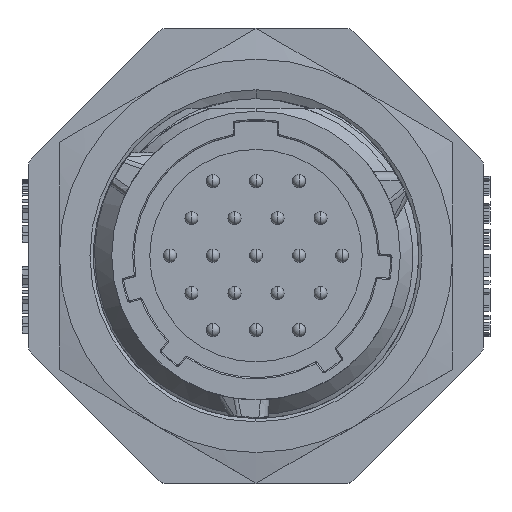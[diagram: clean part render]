
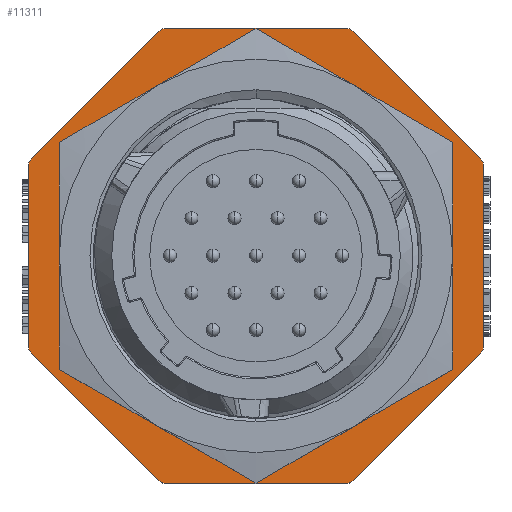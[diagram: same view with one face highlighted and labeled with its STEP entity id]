
A CAD part, top view. The second image highlights one B-rep face of the part: STEP entity #11311.
In plain terms, the highlighted planar face has unit normal (0, 0, 1).
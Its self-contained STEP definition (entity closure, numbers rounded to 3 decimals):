
#1=DIRECTION('',(0.707,-0.707,0.));
#2=VECTOR('',#1,13.835);
#3=CARTESIAN_POINT('',(7.448,17.23,2.3));
#4=LINE('',#3,#2);
#5=DIRECTION('',(0.,-1.,0.));
#6=VECTOR('',#5,13.835);
#7=CARTESIAN_POINT('',(17.45,6.917,2.3));
#8=LINE('',#7,#6);
#9=DIRECTION('',(-0.707,-0.707,0.));
#10=VECTOR('',#9,13.835);
#11=CARTESIAN_POINT('',(17.23,-7.448,2.3));
#12=LINE('',#11,#10);
#13=DIRECTION('',(-1.,0.,0.));
#14=VECTOR('',#13,13.835);
#15=CARTESIAN_POINT('',(6.917,-17.45,2.3));
#16=LINE('',#15,#14);
#17=DIRECTION('',(-0.707,0.707,0.));
#18=VECTOR('',#17,13.835);
#19=CARTESIAN_POINT('',(-7.448,-17.23,2.3));
#20=LINE('',#19,#18);
#21=DIRECTION('',(0.,1.,0.));
#22=VECTOR('',#21,13.835);
#23=CARTESIAN_POINT('',(-17.45,-6.917,2.3));
#24=LINE('',#23,#22);
#25=DIRECTION('',(0.707,0.707,0.));
#26=VECTOR('',#25,13.835);
#27=CARTESIAN_POINT('',(-17.23,7.448,2.3));
#28=LINE('',#27,#26);
#29=DIRECTION('',(1.,0.,0.));
#30=VECTOR('',#29,13.835);
#31=CARTESIAN_POINT('',(-6.917,17.45,2.3));
#32=LINE('',#31,#30);
#33=CARTESIAN_POINT('',(0.,0.,2.3));
#34=DIRECTION('',(0.,0.,1.));
#35=DIRECTION('',(0.,1.,0.));
#36=AXIS2_PLACEMENT_3D('',#33,#34,#35);
#38=CARTESIAN_POINT('',(0.,0.,2.3));
#39=DIRECTION('',(0.,0.,1.));
#40=DIRECTION('',(0.,-1.,0.));
#41=AXIS2_PLACEMENT_3D('',#38,#39,#40);
#2185=CARTESIAN_POINT('',(6.917,16.7,2.3));
#2186=DIRECTION('',(0.,0.,1.));
#2187=DIRECTION('',(0.707,0.707,0.));
#2188=AXIS2_PLACEMENT_3D('',#2185,#2186,#2187);
#2203=CARTESIAN_POINT('',(16.7,6.917,2.3));
#2204=DIRECTION('',(0.,0.,1.));
#2205=DIRECTION('',(1.,0.,0.));
#2206=AXIS2_PLACEMENT_3D('',#2203,#2204,#2205);
#2221=CARTESIAN_POINT('',(16.7,-6.917,2.3));
#2222=DIRECTION('',(0.,0.,1.));
#2223=DIRECTION('',(0.707,-0.707,0.));
#2224=AXIS2_PLACEMENT_3D('',#2221,#2222,#2223);
#2239=CARTESIAN_POINT('',(-6.917,16.7,2.3));
#2240=DIRECTION('',(0.,0.,1.));
#2241=DIRECTION('',(0.,1.,0.));
#2242=AXIS2_PLACEMENT_3D('',#2239,#2240,#2241);
#2257=CARTESIAN_POINT('',(6.917,-16.7,2.3));
#2258=DIRECTION('',(0.,0.,1.));
#2259=DIRECTION('',(0.,-1.,0.));
#2260=AXIS2_PLACEMENT_3D('',#2257,#2258,#2259);
#2275=CARTESIAN_POINT('',(-6.917,-16.7,2.3));
#2276=DIRECTION('',(0.,0.,1.));
#2277=DIRECTION('',(-0.707,-0.707,0.));
#2278=AXIS2_PLACEMENT_3D('',#2275,#2276,#2277);
#2293=CARTESIAN_POINT('',(-16.7,-6.917,2.3));
#2294=DIRECTION('',(0.,0.,1.));
#2295=DIRECTION('',(-1.,0.,0.));
#2296=AXIS2_PLACEMENT_3D('',#2293,#2294,#2295);
#2311=CARTESIAN_POINT('',(-16.7,6.917,2.3));
#2312=DIRECTION('',(0.,0.,1.));
#2313=DIRECTION('',(-0.707,0.707,0.));
#2314=AXIS2_PLACEMENT_3D('',#2311,#2312,#2313);
#9300=CARTESIAN_POINT('',(7.448,17.23,2.3));
#9302=VERTEX_POINT('',#9300);
#9303=CARTESIAN_POINT('',(6.917,17.45,2.3));
#9304=VERTEX_POINT('',#9303);
#9308=CARTESIAN_POINT('',(17.45,6.917,2.3));
#9310=VERTEX_POINT('',#9308);
#9311=CARTESIAN_POINT('',(17.23,7.448,2.3));
#9312=VERTEX_POINT('',#9311);
#9316=CARTESIAN_POINT('',(17.23,-7.448,2.3));
#9318=VERTEX_POINT('',#9316);
#9319=CARTESIAN_POINT('',(17.45,-6.917,2.3));
#9320=VERTEX_POINT('',#9319);
#9324=CARTESIAN_POINT('',(-6.917,17.45,2.3));
#9326=VERTEX_POINT('',#9324);
#9327=CARTESIAN_POINT('',(-7.448,17.23,2.3));
#9328=VERTEX_POINT('',#9327);
#9332=CARTESIAN_POINT('',(6.917,-17.45,2.3));
#9334=VERTEX_POINT('',#9332);
#9335=CARTESIAN_POINT('',(7.448,-17.23,2.3));
#9336=VERTEX_POINT('',#9335);
#9340=CARTESIAN_POINT('',(-7.448,-17.23,2.3));
#9342=VERTEX_POINT('',#9340);
#9343=CARTESIAN_POINT('',(-6.917,-17.45,2.3));
#9344=VERTEX_POINT('',#9343);
#9348=CARTESIAN_POINT('',(-17.45,-6.917,2.3));
#9350=VERTEX_POINT('',#9348);
#9351=CARTESIAN_POINT('',(-17.23,-7.448,2.3));
#9352=VERTEX_POINT('',#9351);
#9356=CARTESIAN_POINT('',(-17.23,7.448,2.3));
#9358=VERTEX_POINT('',#9356);
#9359=CARTESIAN_POINT('',(-17.45,6.917,2.3));
#9360=VERTEX_POINT('',#9359);
#10654=CARTESIAN_POINT('',(0.,13.7,2.3));
#10655=CARTESIAN_POINT('',(0.,-13.7,2.3));
#10656=VERTEX_POINT('',#10654);
#10657=VERTEX_POINT('',#10655);
#11266=CARTESIAN_POINT('',(0.,0.,2.3));
#11267=DIRECTION('',(0.,0.,-1.));
#11268=DIRECTION('',(0.,-1.,0.));
#11269=AXIS2_PLACEMENT_3D('',#11266,#11267,#11268);
#11270=PLANE('',#11269);
#11272=ORIENTED_EDGE('',*,*,#11271,.F.);
#11274=ORIENTED_EDGE('',*,*,#11273,.T.);
#11276=ORIENTED_EDGE('',*,*,#11275,.F.);
#11278=ORIENTED_EDGE('',*,*,#11277,.T.);
#11280=ORIENTED_EDGE('',*,*,#11279,.F.);
#11282=ORIENTED_EDGE('',*,*,#11281,.T.);
#11284=ORIENTED_EDGE('',*,*,#11283,.F.);
#11286=ORIENTED_EDGE('',*,*,#11285,.T.);
#11288=ORIENTED_EDGE('',*,*,#11287,.F.);
#11290=ORIENTED_EDGE('',*,*,#11289,.T.);
#11292=ORIENTED_EDGE('',*,*,#11291,.F.);
#11294=ORIENTED_EDGE('',*,*,#11293,.T.);
#11296=ORIENTED_EDGE('',*,*,#11295,.F.);
#11298=ORIENTED_EDGE('',*,*,#11297,.T.);
#11300=ORIENTED_EDGE('',*,*,#11299,.F.);
#11302=ORIENTED_EDGE('',*,*,#11301,.T.);
#11303=EDGE_LOOP('',(#11272,#11274,#11276,#11278,#11280,#11282,#11284,#11286,
#11288,#11290,#11292,#11294,#11296,#11298,#11300,#11302));
#11304=FACE_OUTER_BOUND('',#11303,.F.);
#11306=ORIENTED_EDGE('',*,*,#11305,.T.);
#11308=ORIENTED_EDGE('',*,*,#11307,.T.);
#11309=EDGE_LOOP('',(#11306,#11308));
#11310=FACE_BOUND('',#11309,.F.);
#11311=ADVANCED_FACE('',(#11304,#11310),#11270,.F.);
#37=CIRCLE('',#36,13.7);
#42=CIRCLE('',#41,13.7);
#2189=CIRCLE('',#2188,0.75);
#2207=CIRCLE('',#2206,0.75);
#2225=CIRCLE('',#2224,0.75);
#2243=CIRCLE('',#2242,0.75);
#2261=CIRCLE('',#2260,0.75);
#2279=CIRCLE('',#2278,0.75);
#2297=CIRCLE('',#2296,0.75);
#2315=CIRCLE('',#2314,0.75);
#11271=EDGE_CURVE('',#9302,#9304,#2189,.T.);
#11273=EDGE_CURVE('',#9302,#9312,#4,.T.);
#11275=EDGE_CURVE('',#9310,#9312,#2207,.T.);
#11277=EDGE_CURVE('',#9310,#9320,#8,.T.);
#11279=EDGE_CURVE('',#9318,#9320,#2225,.T.);
#11281=EDGE_CURVE('',#9318,#9336,#12,.T.);
#11283=EDGE_CURVE('',#9334,#9336,#2261,.T.);
#11285=EDGE_CURVE('',#9334,#9344,#16,.T.);
#11287=EDGE_CURVE('',#9342,#9344,#2279,.T.);
#11289=EDGE_CURVE('',#9342,#9352,#20,.T.);
#11291=EDGE_CURVE('',#9350,#9352,#2297,.T.);
#11293=EDGE_CURVE('',#9350,#9360,#24,.T.);
#11295=EDGE_CURVE('',#9358,#9360,#2315,.T.);
#11297=EDGE_CURVE('',#9358,#9328,#28,.T.);
#11299=EDGE_CURVE('',#9326,#9328,#2243,.T.);
#11301=EDGE_CURVE('',#9326,#9304,#32,.T.);
#11305=EDGE_CURVE('',#10656,#10657,#37,.T.);
#11307=EDGE_CURVE('',#10657,#10656,#42,.T.);
